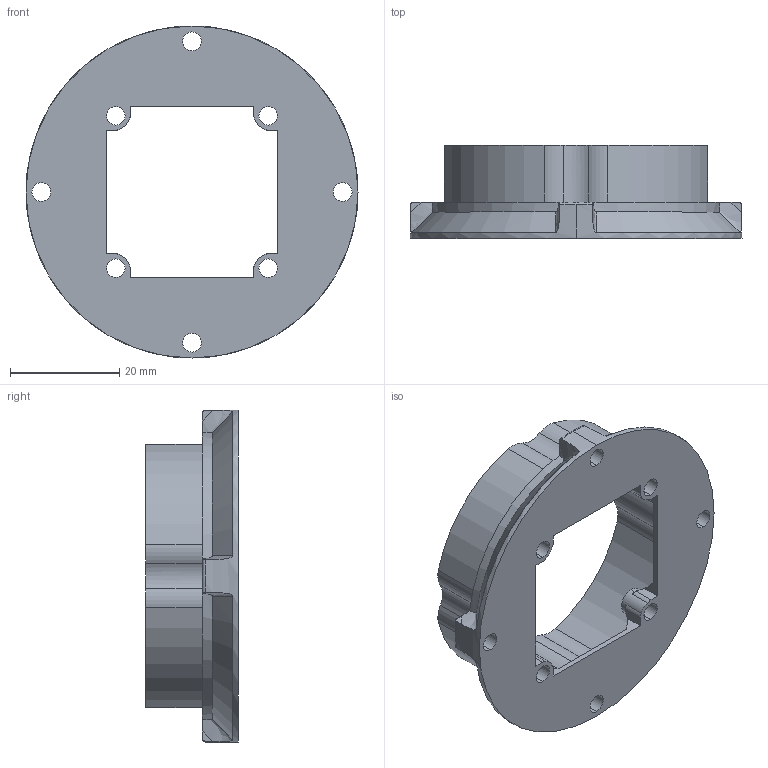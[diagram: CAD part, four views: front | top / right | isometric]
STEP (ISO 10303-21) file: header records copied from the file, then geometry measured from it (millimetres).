
FILE_DESCRIPTION (( 'STEP AP203' ), '1' );
FILE_NAME ('01_camera_mount_v2.step', '2021-03-01T17:10:34', ( '' ), ( '' ), 'SwSTEP 2.0', 'SolidWorks 2020', '' );
FILE_SCHEMA (( 'CONFIG_CONTROL_DESIGN' ));
Length unit declared in the file: millimetre
Products named in the file (1): 01_camera_mount_v2
Bounding box: 60.81 x 17 x 60.81 mm (x, y, z)
Volume: 9631.8 mm3; surface area: 9326.9 mm2
Topology: 1 solids, 1 shells, 151 faces, 435 edges, 287 vertices
Faces by surface type: cylinder 81, plane 35, cone 23, bspline 8, torus 4
Entity records: 5933 total; most frequent: CARTESIAN_POINT 1936, ORIENTED_EDGE 870, DIRECTION 790, EDGE_CURVE 435, AXIS2_PLACEMENT_3D 325, VERTEX_POINT 287, CIRCLE 181, EDGE_LOOP 170
